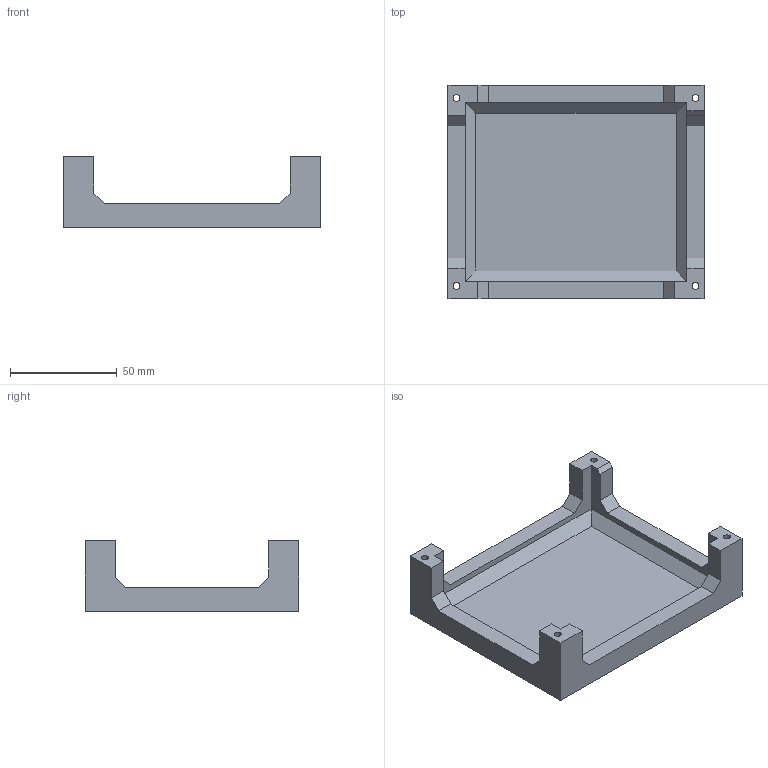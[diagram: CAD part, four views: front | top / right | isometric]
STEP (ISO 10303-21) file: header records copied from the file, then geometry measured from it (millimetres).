
FILE_DESCRIPTION(/* description */ (''),/* implementation_level */ '2;1');
FILE_NAME(/* name */ 'ControllerCover_NoLogo.step',/* time_stamp */ '2019-11-06T16:57:29-05:00',/* author */ (''),/* organization */ (''),/* preprocessor_version */ 'ST-DEVELOPER v18',/* originating_system */ 'Autodesk Translation Framework v8.9.1.1155',/* authorisation */ '');
FILE_SCHEMA (('AUTOMOTIVE_DESIGN { 1 0 10303 214 3 1 1 }'));
Length unit declared in the file: millimetre
Products named in the file (1): ControllerCover_NoLogo
Bounding box: 120 x 100 x 33 mm (x, y, z)
Volume: 78648 mm3; surface area: 37676.1 mm2
Topology: 1 solids, 1 shells, 95 faces, 255 edges, 162 vertices
Faces by surface type: plane 87, cylinder 8
Full cylindrical faces by diameter (mm): 3.2 x4, 6.1 x4
Entity records: 2970 total; most frequent: CARTESIAN_POINT 513, ORIENTED_EDGE 510, DIRECTION 491, EDGE_CURVE 255, LINE 211, VECTOR 211, VERTEX_POINT 162, AXIS2_PLACEMENT_3D 140
